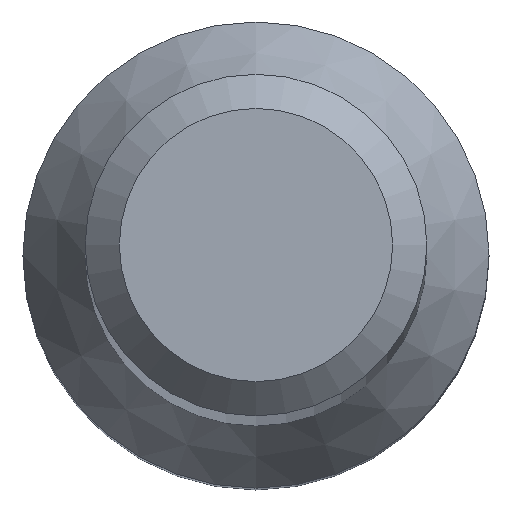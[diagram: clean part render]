
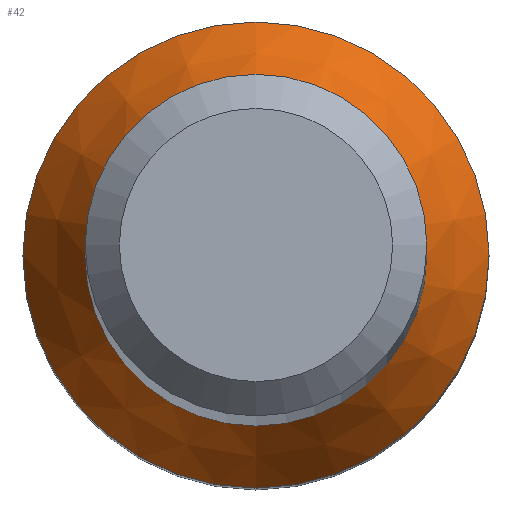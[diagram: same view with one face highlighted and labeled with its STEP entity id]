
A CAD part, top view. The second image highlights one B-rep face of the part: STEP entity #42.
In plain terms, the highlighted conical face has half-angle 30 degrees and reference radius 2.729 mm.
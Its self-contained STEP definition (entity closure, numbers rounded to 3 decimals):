
#6 = CARTESIAN_POINT ( 'NONE',  ( 0., 0., 13.992 ) ) ;
#14 = CARTESIAN_POINT ( 'NONE',  ( 0., 2.729, 12.729 ) ) ;
#37 = EDGE_CURVE ( 'NONE', #155, #155, #140, .T. ) ;
#42 = ADVANCED_FACE ( 'NONE', ( #178, #75 ), #194, .T. ) ;
#50 = DIRECTION ( 'NONE',  ( 0., 1., 0. ) ) ;
#57 = AXIS2_PLACEMENT_3D ( 'NONE', #93, #195, #144 ) ;
#67 = EDGE_LOOP ( 'NONE', ( #209 ) ) ;
#72 = DIRECTION ( 'NONE',  ( 0., 0., -1. ) ) ;
#75 = FACE_OUTER_BOUND ( 'NONE', #67, .T. ) ;
#93 = CARTESIAN_POINT ( 'NONE',  ( 0., 0., 12.729 ) ) ;
#96 = DIRECTION ( 'NONE',  ( 0., 0., -1. ) ) ;
#108 = CARTESIAN_POINT ( 'NONE',  ( 0., 0., 12.729 ) ) ;
#109 = EDGE_LOOP ( 'NONE', ( #138 ) ) ;
#135 = AXIS2_PLACEMENT_3D ( 'NONE', #108, #72, #50 ) ;
#138 = ORIENTED_EDGE ( 'NONE', *, *, #180, .T. ) ;
#140 = CIRCLE ( 'NONE', #135, 2.729 ) ;
#144 = DIRECTION ( 'NONE',  ( 0., 1., 0. ) ) ;
#153 = CARTESIAN_POINT ( 'NONE',  ( 0., 2., 13.992 ) ) ;
#155 = VERTEX_POINT ( 'NONE', #14 ) ;
#169 = CIRCLE ( 'NONE', #198, 2. ) ;
#178 = FACE_BOUND ( 'NONE', #109, .T. ) ;
#179 = DIRECTION ( 'NONE',  ( 0., 1., 0. ) ) ;
#180 = EDGE_CURVE ( 'NONE', #185, #185, #169, .T. ) ;
#185 = VERTEX_POINT ( 'NONE', #153 ) ;
#194 = CONICAL_SURFACE ( 'NONE', #57, 2.729, 0.524 ) ;
#195 = DIRECTION ( 'NONE',  ( 0., 0., -1. ) ) ;
#198 = AXIS2_PLACEMENT_3D ( 'NONE', #6, #96, #179 ) ;
#209 = ORIENTED_EDGE ( 'NONE', *, *, #37, .F. ) ;
